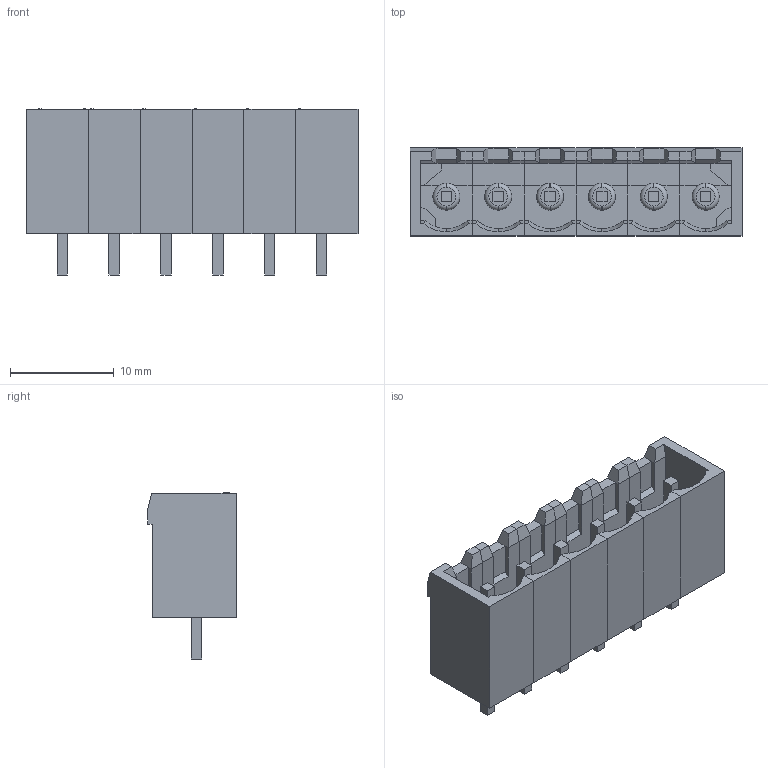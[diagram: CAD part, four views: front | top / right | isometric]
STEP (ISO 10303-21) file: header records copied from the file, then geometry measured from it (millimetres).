
FILE_DESCRIPTION(('STEP AP214'),'1');
FILE_NAME('70474075.stp','2018-08-06T10:46:33',('TraceParts'),('TraceParts S.A.'),'Spatial InterOp 3D',' ',' ');
FILE_SCHEMA(('automotive_design'));
Length unit declared in the file: millimetre
Products named in the file (6): 70474075_1; 70474075_2; 70474075_3; 70474075_4; 70474075_5; 70474075_6
Bounding box: 32 x 8.5 x 16 mm (x, y, z)
Volume: 1631.6 mm3; surface area: 2972.8 mm2
Topology: 6 solids, 6 shells, 310 faces, 808 edges, 522 vertices
Faces by surface type: plane 252, torus 24, cylinder 22, cone 12
Entity records: 9494 total; most frequent: CARTESIAN_POINT 1706, ORIENTED_EDGE 1616, DIRECTION 1564, EDGE_CURVE 808, LINE 660, VECTOR 660, VERTEX_POINT 522, AXIS2_PLACEMENT_3D 452
